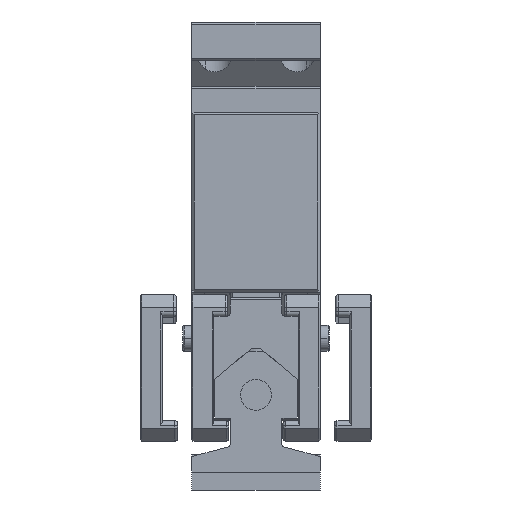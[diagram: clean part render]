
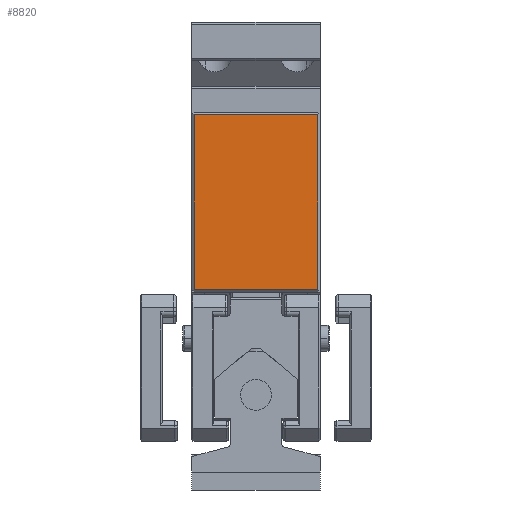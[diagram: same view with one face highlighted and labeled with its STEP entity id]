
A CAD part, left-side view. The second image highlights one B-rep face of the part: STEP entity #8820.
In plain terms, the highlighted planar face has unit normal (-1, 0, 0).
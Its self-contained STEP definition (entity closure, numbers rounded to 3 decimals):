
#8149=CARTESIAN_POINT('Vertex',(-50.,-24.,-24.)) ;
#8152=CARTESIAN_POINT('Line Origine',(-50.,0.,-24.)) ;
#8156=CARTESIAN_POINT('Vertex',(-50.,24.,-24.)) ;
#8183=CARTESIAN_POINT('Vertex',(-50.,-24.,44.)) ;
#8186=CARTESIAN_POINT('Line Origine',(-50.,-24.,10.5)) ;
#8797=CARTESIAN_POINT('Axis2P3D Location',(-50.,0.,-24.)) ;
#8802=CARTESIAN_POINT('Line Origine',(-50.,24.,10.)) ;
#8806=CARTESIAN_POINT('Vertex',(-50.,24.,44.)) ;
#8809=CARTESIAN_POINT('Line Origine',(-50.,0.,44.)) ;
#8153=DIRECTION('Vector Direction',(0.,-1.,0.)) ;
#8187=DIRECTION('Vector Direction',(0.,0.,-1.)) ;
#8798=DIRECTION('Axis2P3D Direction',(1.,0.,0.)) ;
#8799=DIRECTION('Axis2P3D XDirection',(0.,0.,1.)) ;
#8803=DIRECTION('Vector Direction',(0.,0.,-1.)) ;
#8810=DIRECTION('Vector Direction',(0.,-1.,0.)) ;
#8800=AXIS2_PLACEMENT_3D('Plane Axis2P3D',#8797,#8798,#8799) ;
#8815=ORIENTED_EDGE('',*,*,#8808,.T.) ;
#8816=ORIENTED_EDGE('',*,*,#8158,.T.) ;
#8817=ORIENTED_EDGE('',*,*,#8190,.F.) ;
#8818=ORIENTED_EDGE('',*,*,#8813,.F.) ;
#8154=VECTOR('Line Direction',#8153,1.) ;
#8188=VECTOR('Line Direction',#8187,1.) ;
#8804=VECTOR('Line Direction',#8803,1.) ;
#8811=VECTOR('Line Direction',#8810,1.) ;
#8820=ADVANCED_FACE('SCHIEBERKOERPER',(#8819),#8801,.F.) ;
#8158=EDGE_CURVE('',#8157,#8150,#8155,.T.) ;
#8190=EDGE_CURVE('',#8184,#8150,#8189,.T.) ;
#8808=EDGE_CURVE('',#8807,#8157,#8805,.T.) ;
#8813=EDGE_CURVE('',#8807,#8184,#8812,.T.) ;
#8814=EDGE_LOOP('',(#8815,#8816,#8817,#8818)) ;
#8819=FACE_OUTER_BOUND('',#8814,.T.) ;
#8155=LINE('Line',#8152,#8154) ;
#8189=LINE('Line',#8186,#8188) ;
#8805=LINE('Line',#8802,#8804) ;
#8812=LINE('Line',#8809,#8811) ;
#8801=PLANE('',#8800) ;
#8150=VERTEX_POINT('',#8149) ;
#8157=VERTEX_POINT('',#8156) ;
#8184=VERTEX_POINT('',#8183) ;
#8807=VERTEX_POINT('',#8806) ;
